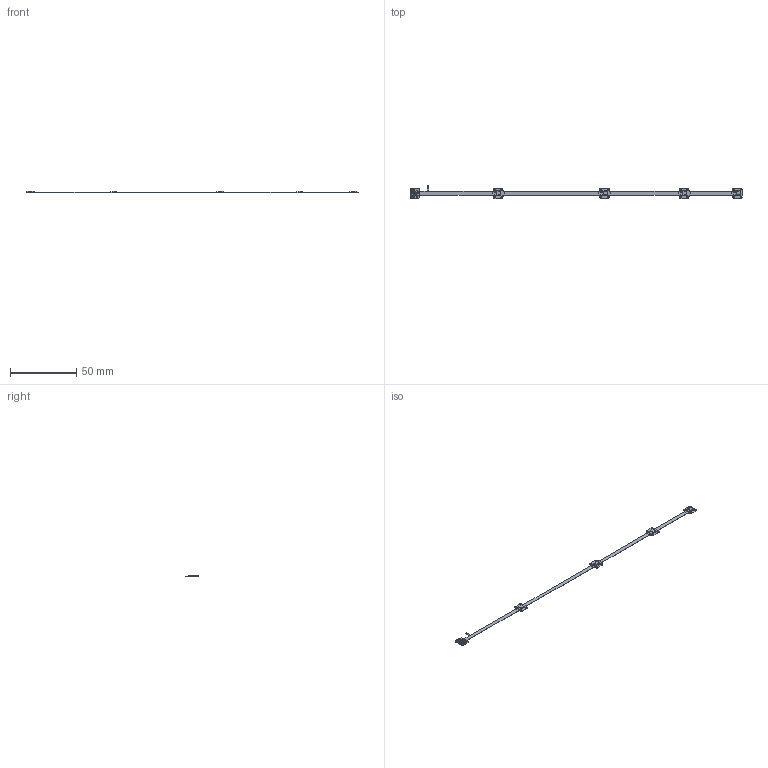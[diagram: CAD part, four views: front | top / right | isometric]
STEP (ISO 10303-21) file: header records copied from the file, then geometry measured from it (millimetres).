
FILE_DESCRIPTION(('Open CASCADE Model'),'2;1');
FILE_NAME('Open CASCADE Shape Model','2025-05-19T10:27:56',('Author'),( 'Open CASCADE'),'Open CASCADE STEP processor 7.5','Open CASCADE 7.5' ,'Unknown');
FILE_SCHEMA(('AUTOMOTIVE_DESIGN { 1 0 10303 214 1 1 1 1 }'));
Length unit declared in the file: millimetre
Products named in the file (51): PCB; Board; Open CASCADE STEP translator 7.5 1.1.1; Open CASCADE STEP translator 7.5 1.1.2; Open CASCADE STEP translator 7.5 1.1.3; Open CASCADE STEP translator 7.5 1.1.4; Open CASCADE STEP translator 7.5 1.1.5; Open CASCADE STEP translator 7.5 1.1.6; Open CASCADE STEP translator 7.5 1.1.7; Open CASCADE STEP translator 7.5 1.1.8; Open CASCADE STEP translator 7.5 1.1.9; Open CASCADE STEP translator 7.5 1.1.10; Open CASCADE STEP translator 7.5 1.1.11; Open CASCADE STEP translator 7.5 1.1.12; Open CASCADE STEP translator 7.5 1.1.13; Open CASCADE STEP translator 7.5 1.1.14; Open CASCADE STEP translator 7.5 1.1.15; Open CASCADE STEP translator 7.5 1.1.16; Open CASCADE STEP translator 7.5 1.1.17; R1; Resistor 0201; C1; Capacitor 0201; U3_CH4; 6793266704; Extruded; U3_CH3; U3_CH2; U2_CH4; ICM-42670-P; U2_CH3; U2_CH2; C5_CH4; C5_CH3; C5_CH2; C4_CH4; C4_CH3; C4_CH2; C3_CH4; C3_CH3 ...
Assembly tree (69 placements, depth 4):
  PCB
    Board
      Open CASCADE STEP translator 7.5 1.1.1
      Open CASCADE STEP translator 7.5 1.1.2
      Open CASCADE STEP translator 7.5 1.1.3
      Open CASCADE STEP translator 7.5 1.1.4
      Open CASCADE STEP translator 7.5 1.1.5
      Open CASCADE STEP translator 7.5 1.1.6
      Open CASCADE STEP translator 7.5 1.1.7
      Open CASCADE STEP translator 7.5 1.1.8
      Open CASCADE STEP translator 7.5 1.1.9
      Open CASCADE STEP translator 7.5 1.1.10
      Open CASCADE STEP translator 7.5 1.1.11
      Open CASCADE STEP translator 7.5 1.1.12
      Open CASCADE STEP translator 7.5 1.1.13
      Open CASCADE STEP translator 7.5 1.1.14
      Open CASCADE STEP translator 7.5 1.1.15
      Open CASCADE STEP translator 7.5 1.1.16
      Open CASCADE STEP translator 7.5 1.1.17
    R1
      Resistor 0201
    C1
      Capacitor 0201
    U3_CH4
      6793266704
        Extruded
    U3_CH3
      6793266704
        Extruded
    U3_CH2
      6793266704
        Extruded
    U2_CH4
      ICM-42670-P
    U2_CH3
      ICM-42670-P
    U2_CH2
      ICM-42670-P
    C5_CH4
      Capacitor 0201
    C5_CH3
      Capacitor 0201
    C5_CH2
      Capacitor 0201
    C4_CH4
      Capacitor 0201
    C4_CH3
      Capacitor 0201
    C4_CH2
      Capacitor 0201
    C3_CH4
      Capacitor 0201
    C3_CH3
      Capacitor 0201
    C3_CH2
      Capacitor 0201
    U2_CH1
      ICM-42670-P
    C5_CH1
      Capacitor 0201
Bounding box: 250 x 10 x 1.31 mm (x, y, z)
Volume: 220.1 mm3; surface area: 2283.2 mm2
Topology: 113 solids, 113 shells, 2677 faces, 6749 edges, 4286 vertices
Faces by surface type: plane 2077, cylinder 452, sphere 120, bspline 28
Full cylindrical faces by diameter (mm): 1 x16
Entity records: 54113 total; most frequent: CARTESIAN_POINT 10257, ORIENTED_EDGE 8314, DIRECTION 7705, EDGE_CURVE 4157, LINE 3741, VECTOR 3741, VERTEX_POINT 2742, AXIS2_PLACEMENT_3D 1982
